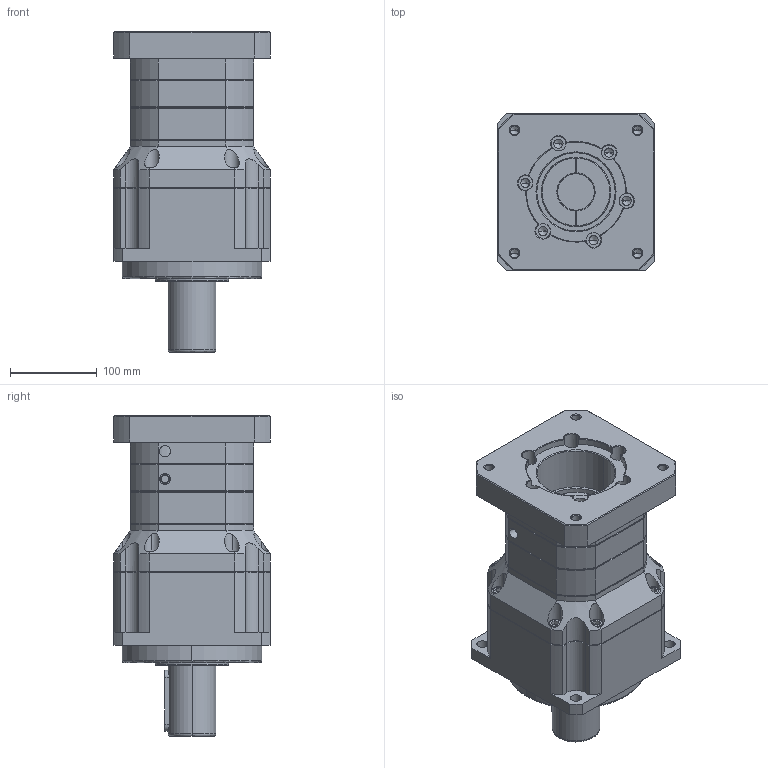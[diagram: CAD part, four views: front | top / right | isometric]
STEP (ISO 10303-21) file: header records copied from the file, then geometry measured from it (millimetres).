
FILE_DESCRIPTION (( 'STEP AP214' ), '1' );
FILE_NAME ('SB180-L2-42-114.3-200M12Z115.STEP', '2021-12-18T06:28:59', ( 'admin' ), ( '' ), 'SwSTEP 2.0', 'SolidWorks 2013', '' );
FILE_SCHEMA (( 'AUTOMOTIVE_DESIGN' ));
Length unit declared in the file: millimetre
Products named in the file (5): 142_X2_8F9351656CD55170_X0_114.3-200M12; SB180-L2_X2_58F34F537AEF_X0_-35; SB180_X2_8F9351FA7AEF_X0_; SB180-L2-42-114.3-200M12Z115; SB142_X2_57AB677F_X0_
Assembly tree (4 placements, depth 2):
  SB180-L2-42-114.3-200M12Z115
    SB180_X2_8F9351FA7AEF_X0_
    SB180-L2_X2_58F34F537AEF_X0_-35
    142_X2_8F9351656CD55170_X0_114.3-200M12
    SB142_X2_57AB677F_X0_
Bounding box: 180 x 180 x 369 mm (x, y, z)
Volume: 6469924.4 mm3; surface area: 468152.2 mm2
Topology: 4 solids, 4 shells, 605 faces, 1466 edges, 896 vertices
Faces by surface type: plane 229, cylinder 226, cone 125, bspline 25
Entity records: 26243 total; most frequent: CARTESIAN_POINT 5414, DIRECTION 2949, ORIENTED_EDGE 2888, EDGE_CURVE 1444, AXIS2_PLACEMENT_3D 1143, VERTEX_POINT 896, EDGE_LOOP 706, LINE 663
